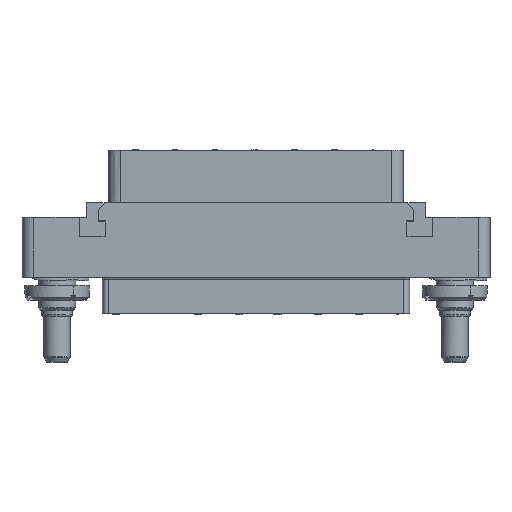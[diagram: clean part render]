
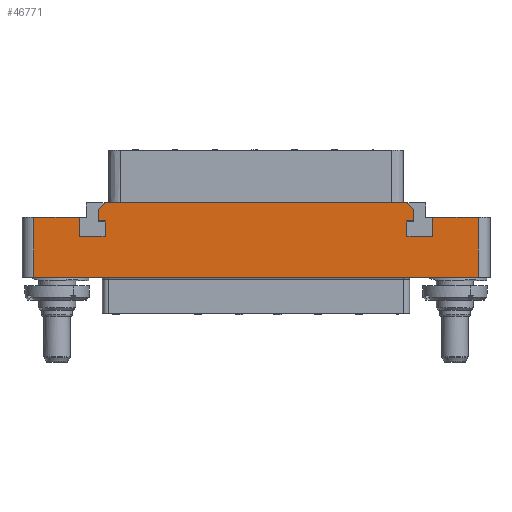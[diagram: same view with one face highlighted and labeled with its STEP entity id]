
A CAD part, top view. The second image highlights one B-rep face of the part: STEP entity #46771.
In plain terms, the highlighted planar face has unit normal (0, 0, 1).
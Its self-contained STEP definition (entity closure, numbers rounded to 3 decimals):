
#3490=DIRECTION('',(0.,1.,0.));
#3491=VECTOR('',#3490,10.25);
#3492=CARTESIAN_POINT('',(38.,0.,7.));
#3493=LINE('',#3492,#3491);
#3508=DIRECTION('',(-1.,0.,0.));
#3509=VECTOR('',#3508,76.);
#3510=CARTESIAN_POINT('',(38.,0.,7.));
#3511=LINE('',#3510,#3509);
#3512=DIRECTION('',(1.,0.,0.));
#3513=VECTOR('',#3512,7.8);
#3514=CARTESIAN_POINT('',(-38.,10.25,7.));
#3515=LINE('',#3514,#3513);
#3516=DIRECTION('',(0.,-1.,0.));
#3517=VECTOR('',#3516,3.2);
#3518=CARTESIAN_POINT('',(-30.2,10.25,7.));
#3519=LINE('',#3518,#3517);
#3520=DIRECTION('',(1.,0.,0.));
#3521=VECTOR('',#3520,4.4);
#3522=CARTESIAN_POINT('',(-30.2,7.05,7.));
#3523=LINE('',#3522,#3521);
#3524=DIRECTION('',(0.,1.,0.));
#3525=VECTOR('',#3524,2.6);
#3526=CARTESIAN_POINT('',(-25.8,7.05,7.));
#3527=LINE('',#3526,#3525);
#3528=DIRECTION('',(-1.,0.,0.));
#3529=VECTOR('',#3528,1.2);
#3530=CARTESIAN_POINT('',(-25.8,9.65,7.));
#3531=LINE('',#3530,#3529);
#3532=DIRECTION('',(0.,-1.,0.));
#3533=VECTOR('',#3532,1.9);
#3534=CARTESIAN_POINT('',(-27.,11.55,7.));
#3535=LINE('',#3534,#3533);
#3536=DIRECTION('',(1.,0.,0.));
#3537=VECTOR('',#3536,51.6);
#3538=CARTESIAN_POINT('',(-25.8,12.75,7.));
#3539=LINE('',#3538,#3537);
#3540=DIRECTION('',(0.,-1.,0.));
#3541=VECTOR('',#3540,1.9);
#3542=CARTESIAN_POINT('',(27.,11.55,7.));
#3543=LINE('',#3542,#3541);
#3544=DIRECTION('',(-1.,0.,0.));
#3545=VECTOR('',#3544,1.2);
#3546=CARTESIAN_POINT('',(27.,9.65,7.));
#3547=LINE('',#3546,#3545);
#3548=DIRECTION('',(0.,-1.,0.));
#3549=VECTOR('',#3548,2.6);
#3550=CARTESIAN_POINT('',(25.8,9.65,7.));
#3551=LINE('',#3550,#3549);
#3552=DIRECTION('',(1.,0.,0.));
#3553=VECTOR('',#3552,4.4);
#3554=CARTESIAN_POINT('',(25.8,7.05,7.));
#3555=LINE('',#3554,#3553);
#3556=DIRECTION('',(0.,1.,0.));
#3557=VECTOR('',#3556,3.2);
#3558=CARTESIAN_POINT('',(30.2,7.05,7.));
#3559=LINE('',#3558,#3557);
#3560=DIRECTION('',(1.,0.,0.));
#3561=VECTOR('',#3560,7.8);
#3562=CARTESIAN_POINT('',(30.2,10.25,7.));
#3563=LINE('',#3562,#3561);
#3564=DIRECTION('',(0.,-1.,0.));
#3565=VECTOR('',#3564,10.25);
#3566=CARTESIAN_POINT('',(-38.,10.25,7.));
#3567=LINE('',#3566,#3565);
#4332=DIRECTION('',(0.707,-0.707,0.));
#4333=VECTOR('',#4332,1.697);
#4334=CARTESIAN_POINT('',(25.8,12.75,7.));
#4335=LINE('',#4334,#4333);
#4360=DIRECTION('',(-0.707,-0.707,0.));
#4361=VECTOR('',#4360,1.697);
#4362=CARTESIAN_POINT('',(-25.8,12.75,7.));
#4363=LINE('',#4362,#4361);
#36266=CARTESIAN_POINT('',(-30.2,10.25,7.));
#36267=CARTESIAN_POINT('',(-30.2,7.05,7.));
#36268=VERTEX_POINT('',#36266);
#36269=VERTEX_POINT('',#36267);
#36270=CARTESIAN_POINT('',(-25.8,7.05,7.));
#36271=VERTEX_POINT('',#36270);
#36272=CARTESIAN_POINT('',(-25.8,9.65,7.));
#36273=VERTEX_POINT('',#36272);
#36274=CARTESIAN_POINT('',(-27.,9.65,7.));
#36275=VERTEX_POINT('',#36274);
#36276=CARTESIAN_POINT('',(27.,9.65,7.));
#36277=CARTESIAN_POINT('',(25.8,9.65,7.));
#36278=VERTEX_POINT('',#36276);
#36279=VERTEX_POINT('',#36277);
#36280=CARTESIAN_POINT('',(25.8,7.05,7.));
#36281=VERTEX_POINT('',#36280);
#36282=CARTESIAN_POINT('',(30.2,7.05,7.));
#36283=VERTEX_POINT('',#36282);
#36284=CARTESIAN_POINT('',(30.2,10.25,7.));
#36285=VERTEX_POINT('',#36284);
#36290=CARTESIAN_POINT('',(-25.8,12.75,7.));
#36292=VERTEX_POINT('',#36290);
#36294=CARTESIAN_POINT('',(-27.,11.55,7.));
#36296=VERTEX_POINT('',#36294);
#36298=CARTESIAN_POINT('',(25.8,12.75,7.));
#36300=VERTEX_POINT('',#36298);
#36302=CARTESIAN_POINT('',(27.,11.55,7.));
#36304=VERTEX_POINT('',#36302);
#36394=CARTESIAN_POINT('',(38.,0.,7.));
#36395=CARTESIAN_POINT('',(38.,10.25,7.));
#36396=VERTEX_POINT('',#36394);
#36397=VERTEX_POINT('',#36395);
#36402=CARTESIAN_POINT('',(-38.,10.25,7.));
#36403=CARTESIAN_POINT('',(-38.,0.,7.));
#36404=VERTEX_POINT('',#36402);
#36405=VERTEX_POINT('',#36403);
#46731=CARTESIAN_POINT('',(0.,0.,7.));
#46732=DIRECTION('',(0.,0.,-1.));
#46733=DIRECTION('',(-1.,0.,0.));
#46734=AXIS2_PLACEMENT_3D('',#46731,#46732,#46733);
#46735=PLANE('',#46734);
#46736=ORIENTED_EDGE('',*,*,#46723,.F.);
#46737=ORIENTED_EDGE('',*,*,#44285,.T.);
#46739=ORIENTED_EDGE('',*,*,#46738,.F.);
#46741=ORIENTED_EDGE('',*,*,#46740,.T.);
#46743=ORIENTED_EDGE('',*,*,#46742,.T.);
#46745=ORIENTED_EDGE('',*,*,#46744,.T.);
#46747=ORIENTED_EDGE('',*,*,#46746,.T.);
#46749=ORIENTED_EDGE('',*,*,#46748,.T.);
#46751=ORIENTED_EDGE('',*,*,#46750,.F.);
#46753=ORIENTED_EDGE('',*,*,#46752,.F.);
#46755=ORIENTED_EDGE('',*,*,#46754,.T.);
#46757=ORIENTED_EDGE('',*,*,#46756,.T.);
#46759=ORIENTED_EDGE('',*,*,#46758,.T.);
#46761=ORIENTED_EDGE('',*,*,#46760,.T.);
#46763=ORIENTED_EDGE('',*,*,#46762,.T.);
#46765=ORIENTED_EDGE('',*,*,#46764,.T.);
#46767=ORIENTED_EDGE('',*,*,#46766,.T.);
#46768=ORIENTED_EDGE('',*,*,#46466,.T.);
#46769=EDGE_LOOP('',(#46736,#46737,#46739,#46741,#46743,#46745,#46747,#46749,
#46751,#46753,#46755,#46757,#46759,#46761,#46763,#46765,#46767,#46768));
#46770=FACE_OUTER_BOUND('',#46769,.F.);
#46771=ADVANCED_FACE('',(#46770),#46735,.F.);
#44285=EDGE_CURVE('',#36396,#36405,#3511,.T.);
#46466=EDGE_CURVE('',#36285,#36397,#3563,.T.);
#46723=EDGE_CURVE('',#36396,#36397,#3493,.T.);
#46738=EDGE_CURVE('',#36404,#36405,#3567,.T.);
#46740=EDGE_CURVE('',#36404,#36268,#3515,.T.);
#46742=EDGE_CURVE('',#36268,#36269,#3519,.T.);
#46744=EDGE_CURVE('',#36269,#36271,#3523,.T.);
#46746=EDGE_CURVE('',#36271,#36273,#3527,.T.);
#46748=EDGE_CURVE('',#36273,#36275,#3531,.T.);
#46750=EDGE_CURVE('',#36296,#36275,#3535,.T.);
#46752=EDGE_CURVE('',#36292,#36296,#4363,.T.);
#46754=EDGE_CURVE('',#36292,#36300,#3539,.T.);
#46756=EDGE_CURVE('',#36300,#36304,#4335,.T.);
#46758=EDGE_CURVE('',#36304,#36278,#3543,.T.);
#46760=EDGE_CURVE('',#36278,#36279,#3547,.T.);
#46762=EDGE_CURVE('',#36279,#36281,#3551,.T.);
#46764=EDGE_CURVE('',#36281,#36283,#3555,.T.);
#46766=EDGE_CURVE('',#36283,#36285,#3559,.T.);
